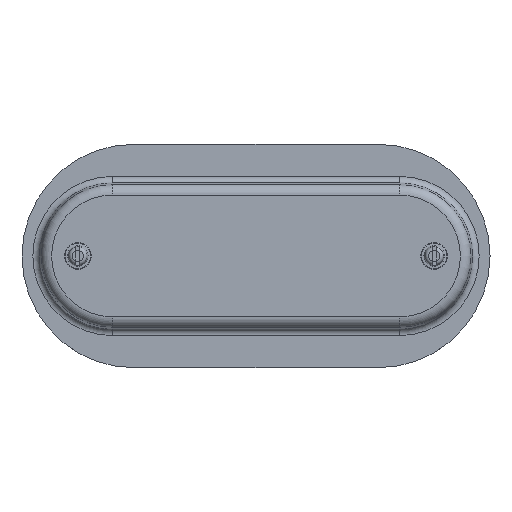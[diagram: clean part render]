
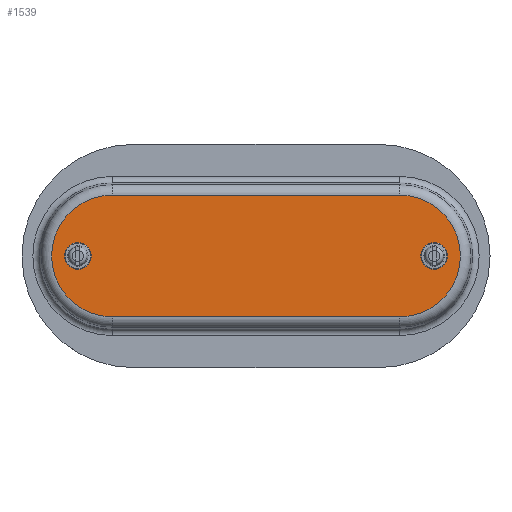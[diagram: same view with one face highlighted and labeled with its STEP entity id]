
A CAD part, top view. The second image highlights one B-rep face of the part: STEP entity #1539.
In plain terms, the highlighted planar face has unit normal (0, 0, 1).
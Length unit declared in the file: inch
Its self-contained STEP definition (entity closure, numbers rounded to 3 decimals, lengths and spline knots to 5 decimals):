
#88=FACE_BOUND('',#265,.T.);
#89=FACE_BOUND('',#266,.T.);
#112=PLANE('',#1756);
#165=FACE_OUTER_BOUND('',#264,.T.);
#264=EDGE_LOOP('',(#1097,#1098,#1099,#1100));
#265=EDGE_LOOP('',(#1101));
#266=EDGE_LOOP('',(#1102));
#385=LINE('',#2517,#485);
#386=LINE('',#2520,#486);
#485=VECTOR('',#2031,6.75);
#486=VECTOR('',#2034,6.75);
#579=CIRCLE('',#1757,1.43022);
#580=CIRCLE('',#1758,1.43022);
#581=CIRCLE('',#1759,0.1719);
#582=CIRCLE('',#1760,0.1719);
#689=VERTEX_POINT('',#2513);
#690=VERTEX_POINT('',#2514);
#691=VERTEX_POINT('',#2516);
#692=VERTEX_POINT('',#2518);
#693=VERTEX_POINT('',#2521);
#694=VERTEX_POINT('',#2523);
#845=EDGE_CURVE('',#689,#690,#579,.T.);
#846=EDGE_CURVE('',#690,#691,#385,.T.);
#847=EDGE_CURVE('',#691,#692,#580,.T.);
#848=EDGE_CURVE('',#692,#689,#386,.T.);
#849=EDGE_CURVE('',#693,#693,#581,.T.);
#850=EDGE_CURVE('',#694,#694,#582,.T.);
#1097=ORIENTED_EDGE('',*,*,#845,.T.);
#1098=ORIENTED_EDGE('',*,*,#846,.T.);
#1099=ORIENTED_EDGE('',*,*,#847,.T.);
#1100=ORIENTED_EDGE('',*,*,#848,.T.);
#1101=ORIENTED_EDGE('',*,*,#849,.T.);
#1102=ORIENTED_EDGE('',*,*,#850,.T.);
#1539=ADVANCED_FACE('',(#165,#88,#89),#112,.T.);
#1756=AXIS2_PLACEMENT_3D('',#2512,#2027,#2028);
#1757=AXIS2_PLACEMENT_3D('',#2515,#2029,#2030);
#1758=AXIS2_PLACEMENT_3D('',#2519,#2032,#2033);
#1759=AXIS2_PLACEMENT_3D('',#2522,#2035,#2036);
#1760=AXIS2_PLACEMENT_3D('',#2524,#2037,#2038);
#2027=DIRECTION('center_axis',(0.,0.,1.));
#2028=DIRECTION('ref_axis',(1.,0.,0.));
#2029=DIRECTION('center_axis',(0.,0.,1.));
#2030=DIRECTION('ref_axis',(1.,0.,0.));
#2031=DIRECTION('',(-1.,0.,0.));
#2032=DIRECTION('center_axis',(0.,0.,1.));
#2033=DIRECTION('ref_axis',(1.,0.,0.));
#2034=DIRECTION('',(1.,0.,0.));
#2035=DIRECTION('center_axis',(0.,0.,-1.));
#2036=DIRECTION('ref_axis',(-1.,0.,0.));
#2037=DIRECTION('center_axis',(0.,0.,-1.));
#2038=DIRECTION('ref_axis',(-1.,0.,0.));
#2512=CARTESIAN_POINT('Origin',(-2.,0.,0.55875));
#2513=CARTESIAN_POINT('',(4.25,-1.43022,0.55875));
#2514=CARTESIAN_POINT('',(4.25,1.43022,0.55875));
#2515=CARTESIAN_POINT('Origin',(4.25,0.,0.55875));
#2516=CARTESIAN_POINT('',(-2.5,1.43022,0.55875));
#2517=CARTESIAN_POINT('',(4.25,1.43022,0.55875));
#2518=CARTESIAN_POINT('',(-2.5,-1.43022,0.55875));
#2519=CARTESIAN_POINT('Origin',(-2.5,0.,0.55875));
#2520=CARTESIAN_POINT('',(-2.5,-1.43022,0.55875));
#2521=CARTESIAN_POINT('',(-3.4844,0.,0.55875));
#2522=CARTESIAN_POINT('Origin',(-3.3125,0.,0.55875));
#2523=CARTESIAN_POINT('',(4.8906,0.,0.55875));
#2524=CARTESIAN_POINT('Origin',(5.0625,0.,0.55875));
